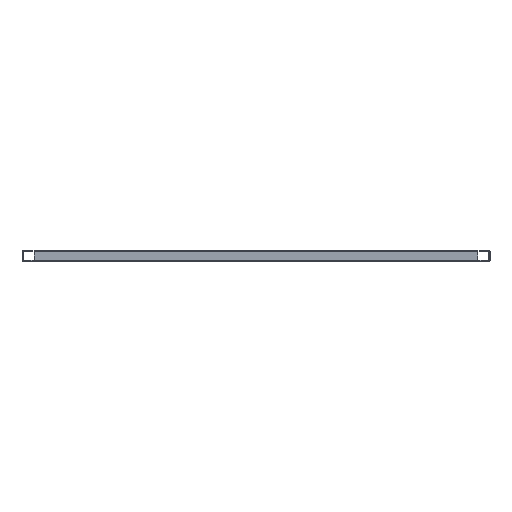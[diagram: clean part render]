
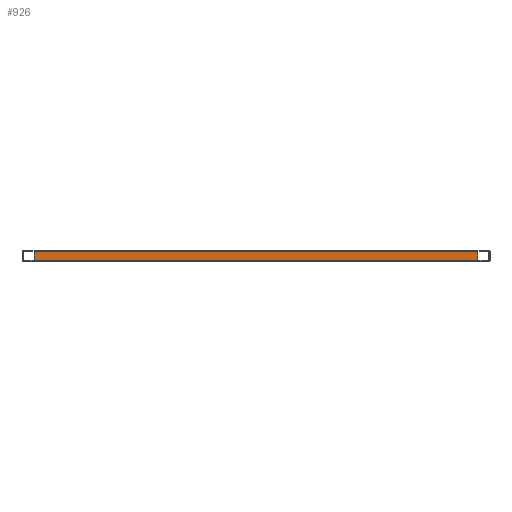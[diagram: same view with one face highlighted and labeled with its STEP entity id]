
A CAD part, left-side view. The second image highlights one B-rep face of the part: STEP entity #926.
In plain terms, the highlighted planar face has unit normal (-1, 0, 0).
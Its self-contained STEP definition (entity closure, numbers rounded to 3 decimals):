
#182 = EDGE_CURVE ( 'NONE', #4729, #4754, #1053, .T. ) ;
#241 = LINE ( 'NONE', #4008, #244 ) ;
#242 = VECTOR ( 'NONE', #4011, 1000. ) ;
#244 = VECTOR ( 'NONE', #4004, 1000. ) ;
#677 = VECTOR ( 'NONE', #4006, 1000. ) ;
#678 = LINE ( 'NONE', #4014, #677 ) ;
#926 = ADVANCED_FACE ( 'NONE', ( #5558 ), #2479, .F. ) ;
#1052 = VECTOR ( 'NONE', #2922, 1000. ) ;
#1053 = LINE ( 'NONE', #2927, #1052 ) ;
#1328 = ORIENTED_EDGE ( 'NONE', *, *, #1765, .T. ) ;
#1329 = ORIENTED_EDGE ( 'NONE', *, *, #182, .T. ) ;
#1356 = ORIENTED_EDGE ( 'NONE', *, *, #1764, .F. ) ;
#1361 = ORIENTED_EDGE ( 'NONE', *, *, #1762, .T. ) ;
#1468 = AXIS2_PLACEMENT_3D ( 'NONE', #2481, #2472, #2471 ) ;
#1762 = EDGE_CURVE ( 'NONE', #4706, #3921, #2363, .T. ) ;
#1764 = EDGE_CURVE ( 'NONE', #4729, #3921, #678, .T. ) ;
#1765 = EDGE_CURVE ( 'NONE', #4754, #4706, #241, .T. ) ;
#2363 = LINE ( 'NONE', #4015, #242 ) ;
#2471 = DIRECTION ( 'NONE',  ( 0., 0., -1. ) ) ;
#2472 = DIRECTION ( 'NONE',  ( 1., 0., 0. ) ) ;
#2479 = PLANE ( 'NONE',  #1468 ) ;
#2481 = CARTESIAN_POINT ( 'NONE',  ( -741.51, 514.5, 3. ) ) ;
#2922 = DIRECTION ( 'NONE',  ( 0., 0., 1. ) ) ;
#2927 = CARTESIAN_POINT ( 'NONE',  ( -741.51, -514.5, 3. ) ) ;
#3865 = CARTESIAN_POINT ( 'NONE',  ( -741.51, 514.5, 3.01 ) ) ;
#3921 = VERTEX_POINT ( 'NONE', #3865 ) ;
#4004 = DIRECTION ( 'NONE',  ( 0., 1., 0. ) ) ;
#4006 = DIRECTION ( 'NONE',  ( 0., 1., 0. ) ) ;
#4008 = CARTESIAN_POINT ( 'NONE',  ( -741.51, -514.5, 21.99 ) ) ;
#4011 = DIRECTION ( 'NONE',  ( 0., 0., -1. ) ) ;
#4014 = CARTESIAN_POINT ( 'NONE',  ( -741.51, 514.5, 3.01 ) ) ;
#4015 = CARTESIAN_POINT ( 'NONE',  ( -741.51, 514.5, 3. ) ) ;
#4706 = VERTEX_POINT ( 'NONE', #5158 ) ;
#4729 = VERTEX_POINT ( 'NONE', #5182 ) ;
#4754 = VERTEX_POINT ( 'NONE', #4869 ) ;
#4869 = CARTESIAN_POINT ( 'NONE',  ( -741.51, -514.5, 21.99 ) ) ;
#5158 = CARTESIAN_POINT ( 'NONE',  ( -741.51, 514.5, 21.99 ) ) ;
#5182 = CARTESIAN_POINT ( 'NONE',  ( -741.51, -514.5, 3.01 ) ) ;
#5558 = FACE_OUTER_BOUND ( 'NONE', #5614, .T. ) ;
#5614 = EDGE_LOOP ( 'NONE', ( #1328, #1361, #1356, #1329 ) ) ;
